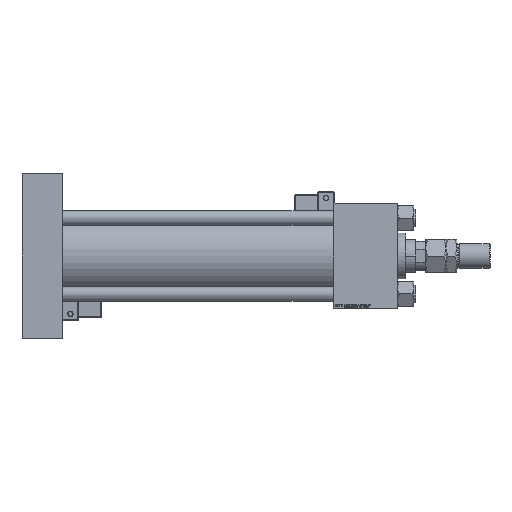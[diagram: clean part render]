
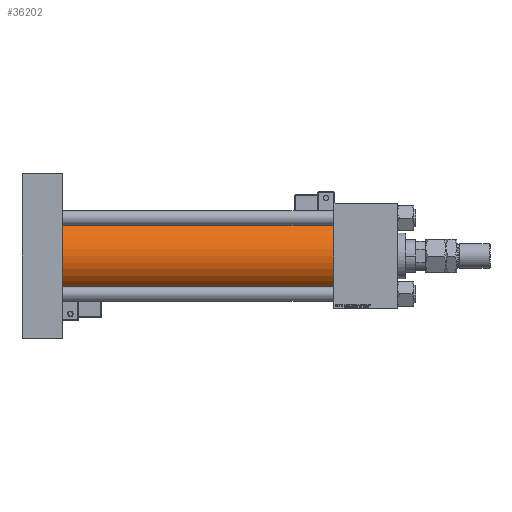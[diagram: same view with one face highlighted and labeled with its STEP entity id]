
A CAD part, front view. The second image highlights one B-rep face of the part: STEP entity #36202.
In plain terms, the highlighted cylindrical face has radius 43 mm (diameter 86 mm), a partial arc.
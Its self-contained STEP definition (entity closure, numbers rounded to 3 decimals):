
#826 = ORIENTED_EDGE ( 'NONE', *, *, #19957, .F. ) ;
#3526 = CARTESIAN_POINT ( 'NONE',  ( 44., 0., 0. ) ) ;
#6354 = CARTESIAN_POINT ( 'NONE',  ( 340., 0., 0. ) ) ;
#13781 = AXIS2_PLACEMENT_3D ( 'NONE', #3526, #29513, #20952 ) ;
#16792 = VECTOR ( 'NONE', #38409, 1000. ) ;
#17576 = VERTEX_POINT ( 'NONE', #47196 ) ;
#18096 = DIRECTION ( 'NONE',  ( -1., 0., 0. ) ) ;
#19957 = EDGE_CURVE ( 'NONE', #20495, #24579, #33376, .T. ) ;
#20173 = CARTESIAN_POINT ( 'NONE',  ( 340., 0., -43. ) ) ;
#20495 = VERTEX_POINT ( 'NONE', #23400 ) ;
#20952 = DIRECTION ( 'NONE',  ( 0., 0., 1. ) ) ;
#23400 = CARTESIAN_POINT ( 'NONE',  ( 340., 0., 43. ) ) ;
#23449 = CARTESIAN_POINT ( 'NONE',  ( 340., 0., -43. ) ) ;
#23570 = AXIS2_PLACEMENT_3D ( 'NONE', #6354, #18096, #49506 ) ;
#24150 = CARTESIAN_POINT ( 'NONE',  ( 44., 0., 43. ) ) ;
#24378 = VERTEX_POINT ( 'NONE', #24150 ) ;
#24579 = VERTEX_POINT ( 'NONE', #23449 ) ;
#25007 = LINE ( 'NONE', #20173, #16792 ) ;
#27214 = FACE_OUTER_BOUND ( 'NONE', #54130, .T. ) ;
#28356 = EDGE_CURVE ( 'NONE', #20495, #24378, #48361, .T. ) ;
#29513 = DIRECTION ( 'NONE',  ( 1., 0., 0. ) ) ;
#31791 = CYLINDRICAL_SURFACE ( 'NONE', #23570, 43. ) ;
#33376 = CIRCLE ( 'NONE', #36107, 43. ) ;
#36107 = AXIS2_PLACEMENT_3D ( 'NONE', #54841, #41671, #40833 ) ;
#36202 = ADVANCED_FACE ( 'NONE', ( #27214 ), #31791, .T. ) ;
#36559 = CIRCLE ( 'NONE', #13781, 43. ) ;
#37300 = ORIENTED_EDGE ( 'NONE', *, *, #41630, .T. ) ;
#38409 = DIRECTION ( 'NONE',  ( -1., 0., 0. ) ) ;
#40298 = ORIENTED_EDGE ( 'NONE', *, *, #50755, .F. ) ;
#40833 = DIRECTION ( 'NONE',  ( 0., 0., -1. ) ) ;
#41630 = EDGE_CURVE ( 'NONE', #24378, #17576, #36559, .T. ) ;
#41671 = DIRECTION ( 'NONE',  ( 1., 0., 0. ) ) ;
#43225 = DIRECTION ( 'NONE',  ( -1., 0., 0. ) ) ;
#45249 = ORIENTED_EDGE ( 'NONE', *, *, #28356, .T. ) ;
#46373 = VECTOR ( 'NONE', #43225, 1000. ) ;
#47196 = CARTESIAN_POINT ( 'NONE',  ( 44., 0., -43. ) ) ;
#48085 = CARTESIAN_POINT ( 'NONE',  ( 340., 0., 43. ) ) ;
#48361 = LINE ( 'NONE', #48085, #46373 ) ;
#49506 = DIRECTION ( 'NONE',  ( 0., 0., 1. ) ) ;
#50755 = EDGE_CURVE ( 'NONE', #24579, #17576, #25007, .T. ) ;
#54130 = EDGE_LOOP ( 'NONE', ( #40298, #826, #45249, #37300 ) ) ;
#54841 = CARTESIAN_POINT ( 'NONE',  ( 340., 0., 0. ) ) ;
